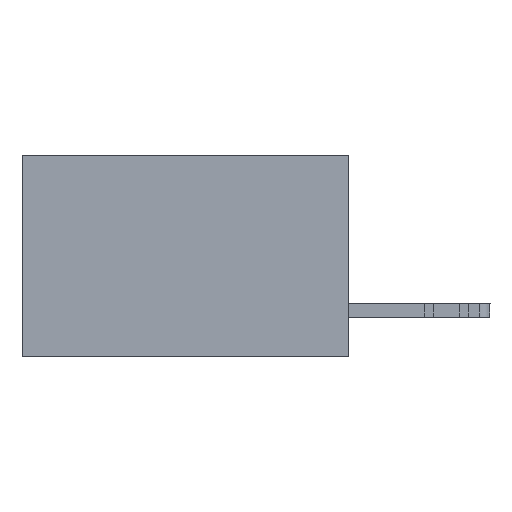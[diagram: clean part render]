
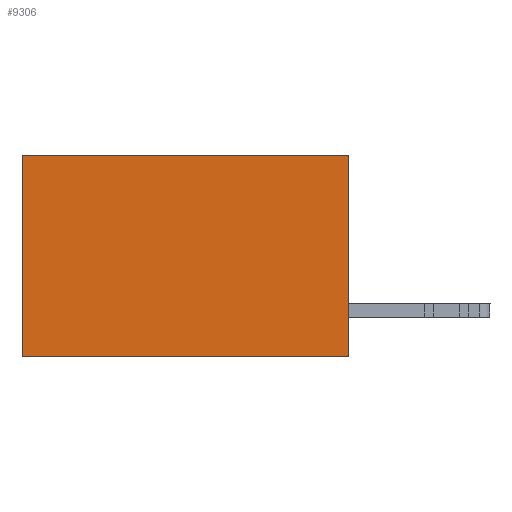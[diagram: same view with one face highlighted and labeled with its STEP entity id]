
A CAD part, left-side view. The second image highlights one B-rep face of the part: STEP entity #9306.
In plain terms, the highlighted planar face has unit normal (-1, 0, 0).
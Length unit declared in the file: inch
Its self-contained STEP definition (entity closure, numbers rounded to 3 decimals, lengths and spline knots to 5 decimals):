
#101 = AXIS2_PLACEMENT_3D ( 'NONE', #8142, #428, #16879 ) ;
#244 = EDGE_CURVE ( 'NONE', #17755, #20450, #14169, .T. ) ;
#428 = DIRECTION ( 'NONE',  ( 1., 0., 0. ) ) ;
#503 = CARTESIAN_POINT ( 'NONE',  ( 0.2615, 0.6, -0.37 ) ) ;
#784 = PLANE ( 'NONE',  #101 ) ;
#2915 = ORIENTED_EDGE ( 'NONE', *, *, #244, .T. ) ;
#5310 = LINE ( 'NONE', #6859, #20120 ) ;
#5824 = VERTEX_POINT ( 'NONE', #21652 ) ;
#6267 = EDGE_CURVE ( 'NONE', #6693, #5824, #5310, .T. ) ;
#6321 = VECTOR ( 'NONE', #21530, 39.37008 ) ;
#6693 = VERTEX_POINT ( 'NONE', #12654 ) ;
#6859 = CARTESIAN_POINT ( 'NONE',  ( 0.2615, 0., -0.37 ) ) ;
#7012 = ORIENTED_EDGE ( 'NONE', *, *, #6267, .F. ) ;
#8142 = CARTESIAN_POINT ( 'NONE',  ( 0.2615, 0., -0.37 ) ) ;
#9306 = ADVANCED_FACE ( 'NONE', ( #18808 ), #784, .F. ) ;
#10072 = EDGE_CURVE ( 'NONE', #5824, #20450, #12968, .T. ) ;
#10628 = ORIENTED_EDGE ( 'NONE', *, *, #10072, .F. ) ;
#11711 = VECTOR ( 'NONE', #11918, 39.37008 ) ;
#11918 = DIRECTION ( 'NONE',  ( 0., 1., 0. ) ) ;
#12654 = CARTESIAN_POINT ( 'NONE',  ( 0.2615, 0., 0. ) ) ;
#12968 = LINE ( 'NONE', #20326, #19409 ) ;
#14108 = LINE ( 'NONE', #21098, #11711 ) ;
#14169 = LINE ( 'NONE', #21642, #6321 ) ;
#14263 = DIRECTION ( 'NONE',  ( 0., 0., -1. ) ) ;
#16468 = DIRECTION ( 'NONE',  ( 0., 1., 0. ) ) ;
#16879 = DIRECTION ( 'NONE',  ( 0., 0., -1. ) ) ;
#17755 = VERTEX_POINT ( 'NONE', #20661 ) ;
#17920 = ORIENTED_EDGE ( 'NONE', *, *, #22217, .T. ) ;
#18808 = FACE_OUTER_BOUND ( 'NONE', #23771, .T. ) ;
#19409 = VECTOR ( 'NONE', #16468, 39.37008 ) ;
#20120 = VECTOR ( 'NONE', #14263, 39.37008 ) ;
#20326 = CARTESIAN_POINT ( 'NONE',  ( 0.2615, 0., -0.37 ) ) ;
#20450 = VERTEX_POINT ( 'NONE', #503 ) ;
#20661 = CARTESIAN_POINT ( 'NONE',  ( 0.2615, 0.6, 0. ) ) ;
#21098 = CARTESIAN_POINT ( 'NONE',  ( 0.2615, 0., 0. ) ) ;
#21530 = DIRECTION ( 'NONE',  ( 0., 0., -1. ) ) ;
#21642 = CARTESIAN_POINT ( 'NONE',  ( 0.2615, 0.6, -0.37 ) ) ;
#21652 = CARTESIAN_POINT ( 'NONE',  ( 0.2615, 0., -0.37 ) ) ;
#22217 = EDGE_CURVE ( 'NONE', #6693, #17755, #14108, .T. ) ;
#23771 = EDGE_LOOP ( 'NONE', ( #2915, #10628, #7012, #17920 ) ) ;
